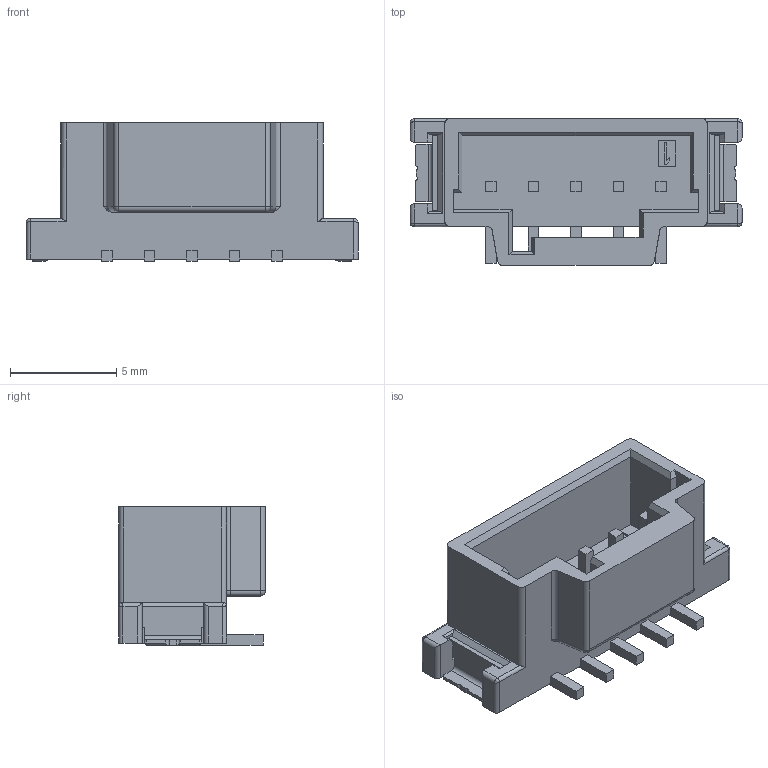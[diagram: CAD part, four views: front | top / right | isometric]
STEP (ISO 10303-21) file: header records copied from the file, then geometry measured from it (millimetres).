
FILE_DESCRIPTION((''),'2;1');
FILE_NAME('C-4-2232829-5','2023-09-14T02:35:56',('workeradm'),('TE Connectivity Ltd.'),'CREO PARAMETRIC BY PTC INC, 2021072','CREO PARAMETRIC BY PTC INC, 2021072','');
FILE_SCHEMA(('AUTOMOTIVE_DESIGN { 1 0 10303 214 1 1 1 1 }'));
Length unit declared in the file: millimetre
Products named in the file (1): C-4-2232829-5
Bounding box: 15.6 x 6.89 x 6.5 mm (x, y, z)
Volume: 279.6 mm3; surface area: 621.4 mm2
Topology: 1 solids, 1 shells, 240 faces, 659 edges, 415 vertices
Faces by surface type: plane 180, cylinder 48, bspline 4, cone 4, sphere 2, torus 2
Entity records: 7770 total; most frequent: CARTESIAN_POINT 1669, ORIENTED_EDGE 1310, DIRECTION 1179, EDGE_CURVE 655, VECTOR 551, LINE 551, VERTEX_POINT 415, AXIS2_PLACEMENT_3D 314
